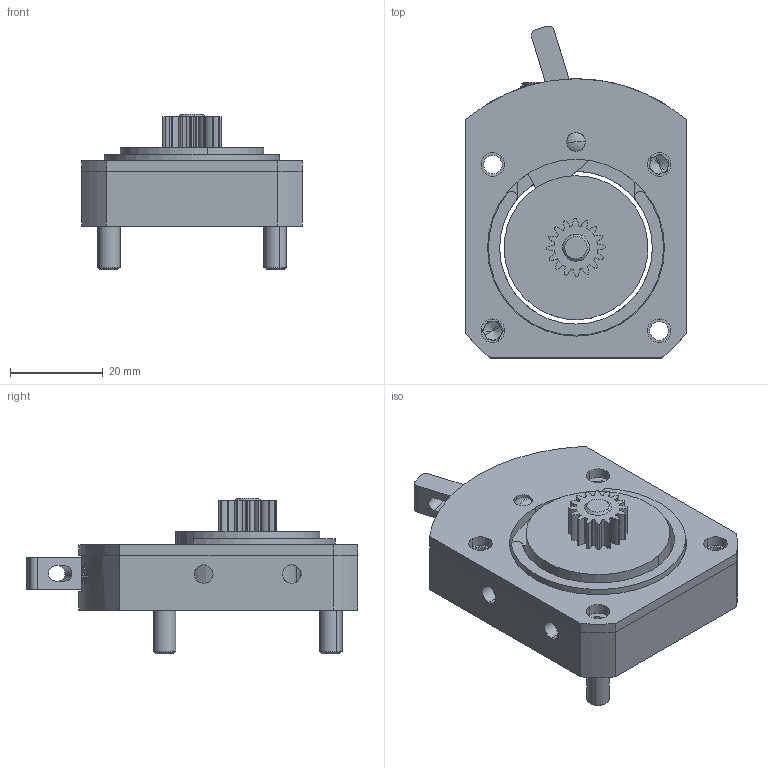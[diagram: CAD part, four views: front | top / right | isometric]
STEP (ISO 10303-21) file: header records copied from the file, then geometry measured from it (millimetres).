
FILE_DESCRIPTION (( 'STEP AP214' ), '1' );
FILE_NAME ('am-4424 Ratchet Sport.STEP', '2022-03-30T14:26:57', ( '' ), ( '' ), 'SwSTEP 2.0', 'SolidWorks 2021', '' );
FILE_SCHEMA (( 'AUTOMOTIVE_DESIGN' ));
Length unit declared in the file: millimetre
Products named in the file (14): am-4402 Ratchet Sport Cover Plate; cl-35-sps-1; cl-35-sps-1_02; cl-35-sps-1_03; am-4424 Ratchet Sport; Ratchet Sport_Clockwise Lock; 10-32x0625_shcs_HX-SHCS 0.19-32x1.375x1-C; ip-4401 Ratchet Sport Body; am-4399 Ratchet Sport Pawl; am-4403 4-1 SD to 4-1 SD Carrier Plate; Thrust Washer Blue Sport; am-4398 Ratchet Sport Gear; 4mm x 14mm Dowel Pin 91595A158_91595A158; cl-35-sps-1_01
Assembly tree (14 placements, depth 4):
  am-4424 Ratchet Sport
    Ratchet Sport_Clockwise Lock
      ip-4401 Ratchet Sport Body
      am-4402 Ratchet Sport Cover Plate
      am-4399 Ratchet Sport Pawl
      am-4398 Ratchet Sport Gear
      am-4403 4-1 SD to 4-1 SD Carrier Plate
      cl-35-sps-1
        cl-35-sps-1_01
        cl-35-sps-1_02
        cl-35-sps-1_03
      10-32x0625_shcs_HX-SHCS 0.19-32x1.375x1-C  x2
      Thrust Washer Blue Sport
      4mm x 14mm Dowel Pin 91595A158_91595A158
Bounding box: 47.62 x 71.73 x 33.62 mm (x, y, z)
Volume: 32935.3 mm3; surface area: 22810.2 mm2
Topology: 12 solids, 12 shells, 451 faces, 1213 edges, 789 vertices
Faces by surface type: cylinder 296, plane 98, cone 23, bspline 15, torus 12, sphere 7
Entity records: 25164 total; most frequent: CARTESIAN_POINT 13492, DIRECTION 2450, ORIENTED_EDGE 2298, EDGE_CURVE 1149, AXIS2_PLACEMENT_3D 1009, VERTEX_POINT 755, CIRCLE 581, EDGE_LOOP 484
